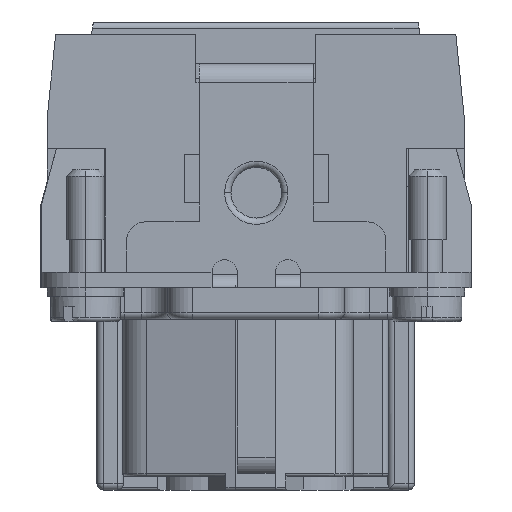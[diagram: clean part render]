
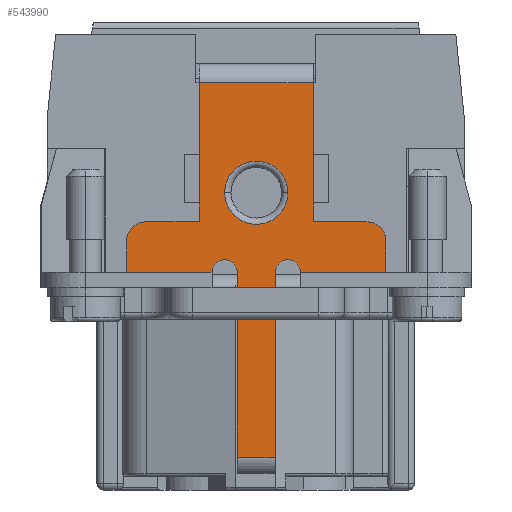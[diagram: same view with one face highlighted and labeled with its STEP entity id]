
A CAD part, left-side view. The second image highlights one B-rep face of the part: STEP entity #543990.
In plain terms, the highlighted planar face has unit normal (-1, 0, 0).
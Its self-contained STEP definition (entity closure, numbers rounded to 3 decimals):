
#541150=CARTESIAN_POINT('',(7.746,50.04,-20.6));
#541160=DIRECTION('',(0.,0.,1.));
#541170=VECTOR('',#541160,1.);
#541180=LINE('',#541150,#541170);
#541190=CARTESIAN_POINT('',(7.746,50.04,-18.5));
#541200=VERTEX_POINT('',#541190);
#541210=CARTESIAN_POINT('',(7.746,50.04,-3.9
));
#541220=VERTEX_POINT('',#541210);
#541230=EDGE_CURVE('',#541200,#541220,#541180,.T.);
#541570=CARTESIAN_POINT('',(7.746,92.54,-18.5));
#541580=DIRECTION('',(0.,-1.,0.));
#541590=VECTOR('',#541580,1.);
#541600=LINE('',#541570,#541590);
#541610=CARTESIAN_POINT('',(7.746,47.04,-18.5));
#541620=VERTEX_POINT('',#541610);
#541630=EDGE_CURVE('',#541200,#541620,#541600,.T.);
#541920=CARTESIAN_POINT('',(7.746,47.04,-20.6));
#541930=DIRECTION('',(0.,0.,-1.));
#541940=VECTOR('',#541930,1.);
#541950=LINE('',#541920,#541940);
#541960=CARTESIAN_POINT('',(7.746,47.04,-3.9
));
#541970=VERTEX_POINT('',#541960);
#541980=EDGE_CURVE('',#541970,#541620,#541950,.T.);
#542220=CARTESIAN_POINT('',(7.746,46.04,-3.9
));
#542230=DIRECTION('',(-1.,0.,0.));
#542240=DIRECTION('',(0.,-1.,0.));
#542250=AXIS2_PLACEMENT_3D('',#542220,#542230,#542240);
#542260=CIRCLE('',#542250,1.);
#542270=CARTESIAN_POINT('',(7.746,45.04,-3.9
));
#542280=VERTEX_POINT('',#542270);
#542290=EDGE_CURVE('',#542280,#541970,#542260,.T.);
#542480=CARTESIAN_POINT('',(7.746,31.54,-20.6));
#542490=DIRECTION('',(1.,-0.,0.));
#542500=DIRECTION('',(0.,1.,0.));
#542510=AXIS2_PLACEMENT_3D('',#542480,#542490,#542500);
#542520=PLANE('',#542510);
#542530=CARTESIAN_POINT('',(7.746,48.54,2.4));
#542540=DIRECTION('',(-1.,0.,0.));
#542550=DIRECTION('',(0.,-1.,0.));
#542560=AXIS2_PLACEMENT_3D('',#542530,#542540,#542550);
#542570=CIRCLE('',#542560,2.5);
#542580=CARTESIAN_POINT('',(7.746,46.04,2.4));
#542590=VERTEX_POINT('',#542580);
#542600=CARTESIAN_POINT('',(7.746,51.04,2.4));
#542610=VERTEX_POINT('',#542600);
#542620=EDGE_CURVE('',#542590,#542610,#542570,.T.);
#542630=ORIENTED_EDGE('',*,*,#542620,.F.);
#542640=EDGE_CURVE('',#542610,#542590,#542570,.T.);
#542650=ORIENTED_EDGE('',*,*,#542640,.F.);
#542660=EDGE_LOOP('',(#542650,#542630));
#542670=FACE_BOUND('',#542660,.T.);
#542680=CARTESIAN_POINT('',(7.746,44.04,0.));
#542690=DIRECTION('',(0.,0.,1.));
#542700=VECTOR('',#542690,1.);
#542710=LINE('',#542680,#542700);
#542720=CARTESIAN_POINT('',(7.746,44.04,1.6)
);
#542730=VERTEX_POINT('',#542720);
#542740=CARTESIAN_POINT('',(7.746,44.04,5.4));
#542750=VERTEX_POINT('',#542740);
#542760=EDGE_CURVE('',#542730,#542750,#542710,.T.);
#542770=ORIENTED_EDGE('',*,*,#542760,.T.);
#542780=CARTESIAN_POINT('',(7.746,44.04,-20.6));
#542790=DIRECTION('',(0.,0.,-1.));
#542800=VECTOR('',#542790,1.);
#542810=LINE('',#542780,#542800);
#542820=CARTESIAN_POINT('',(7.746,44.04,
0.1));
#542830=VERTEX_POINT('',#542820);
#542840=EDGE_CURVE('',#542730,#542830,#542810,.T.);
#542850=ORIENTED_EDGE('',*,*,#542840,.F.);
#542860=CARTESIAN_POINT('',(7.746,92.54,
0.1));
#542870=DIRECTION('',(0.,-1.,0.));
#542880=VECTOR('',#542870,1.);
#542890=LINE('',#542860,#542880);
#542900=CARTESIAN_POINT('',(7.746,39.79,
0.1));
#542910=VERTEX_POINT('',#542900);
#542920=EDGE_CURVE('',#542830,#542910,#542890,.T.);
#542930=ORIENTED_EDGE('',*,*,#542920,.F.);
#542940=CARTESIAN_POINT('',(7.746,39.79,-1.4
));
#542950=DIRECTION('',(-1.,0.,0.));
#542960=DIRECTION('',(0.,-1.,0.));
#542970=AXIS2_PLACEMENT_3D('',#542940,#542950,#542960);
#542980=CIRCLE('',#542970,1.5);
#542990=CARTESIAN_POINT('',(7.746,38.29,-1.4
));
#543000=VERTEX_POINT('',#542990);
#543010=EDGE_CURVE('',#543000,#542910,#542980,.T.);
#543020=ORIENTED_EDGE('',*,*,#543010,.T.);
#543030=CARTESIAN_POINT('',(7.746,38.29,-20.6));
#543040=DIRECTION('',(0.,0.,-1.));
#543050=VECTOR('',#543040,1.);
#543060=LINE('',#543030,#543050);
#543070=CARTESIAN_POINT('',(7.746,38.29,-3.9
));
#543080=VERTEX_POINT('',#543070);
#543090=EDGE_CURVE('',#543000,#543080,#543060,.T.);
#543100=ORIENTED_EDGE('',*,*,#543090,.F.);
#543110=CARTESIAN_POINT('',(7.746,92.54,
-3.9));
#543120=DIRECTION('',(0.,1.,0.));
#543130=VECTOR('',#543120,1.);
#543140=LINE('',#543110,#543130);
#543150=EDGE_CURVE('',#543080,#542280,#543140,.T.);
#543160=ORIENTED_EDGE('',*,*,#543150,.F.);
#543170=ORIENTED_EDGE('',*,*,#542290,.F.);
#543180=ORIENTED_EDGE('',*,*,#541980,.F.);
#543190=ORIENTED_EDGE('',*,*,#541630,.T.);
#543200=ORIENTED_EDGE('',*,*,#541230,.F.);
#543210=CARTESIAN_POINT('',(7.746,51.04,-3.9
));
#543220=DIRECTION('',(-1.,0.,0.));
#543230=DIRECTION('',(0.,-1.,0.));
#543240=AXIS2_PLACEMENT_3D('',#543210,#543220,#543230);
#543250=CIRCLE('',#543240,1.);
#543260=CARTESIAN_POINT('',(7.746,52.04,-3.9
));
#543270=VERTEX_POINT('',#543260);
#543280=EDGE_CURVE('',#541220,#543270,#543250,.T.);
#543290=ORIENTED_EDGE('',*,*,#543280,.F.);
#543300=CARTESIAN_POINT('',(7.746,58.79,-3.9
));
#543310=VERTEX_POINT('',#543300);
#543320=EDGE_CURVE('',#543270,#543310,#543140,.T.);
#543330=ORIENTED_EDGE('',*,*,#543320,.F.);
#543340=CARTESIAN_POINT('',(7.746,58.79,-20.6));
#543350=DIRECTION('',(0.,0.,1.));
#543360=VECTOR('',#543350,1.);
#543370=LINE('',#543340,#543360);
#543380=CARTESIAN_POINT('',(7.746,58.79,-1.4
));
#543390=VERTEX_POINT('',#543380);
#543400=EDGE_CURVE('',#543310,#543390,#543370,.T.);
#543410=ORIENTED_EDGE('',*,*,#543400,.F.);
#543420=CARTESIAN_POINT('',(7.746,57.29,-1.4
));
#543430=DIRECTION('',(-1.,0.,0.));
#543440=DIRECTION('',(0.,-1.,0.));
#543450=AXIS2_PLACEMENT_3D('',#543420,#543430,#543440);
#543460=CIRCLE('',#543450,1.5);
#543470=CARTESIAN_POINT('',(7.746,57.29,
0.1));
#543480=VERTEX_POINT('',#543470);
#543490=EDGE_CURVE('',#543480,#543390,#543460,.T.);
#543500=ORIENTED_EDGE('',*,*,#543490,.T.);
#543510=CARTESIAN_POINT('',(7.746,92.54,
0.1));
#543520=DIRECTION('',(0.,-1.,0.));
#543530=VECTOR('',#543520,1.);
#543540=LINE('',#543510,#543530);
#543550=CARTESIAN_POINT('',(7.746,53.04,
0.1));
#543560=VERTEX_POINT('',#543550);
#543570=EDGE_CURVE('',#543480,#543560,#543540,.T.);
#543580=ORIENTED_EDGE('',*,*,#543570,.F.);
#543590=CARTESIAN_POINT('',(7.746,53.04,-20.6));
#543600=DIRECTION('',(0.,0.,1.));
#543610=VECTOR('',#543600,1.);
#543620=LINE('',#543590,#543610);
#543630=CARTESIAN_POINT('',(7.746,53.04,1.6)
);
#543640=VERTEX_POINT('',#543630);
#543650=EDGE_CURVE('',#543560,#543640,#543620,.T.);
#543660=ORIENTED_EDGE('',*,*,#543650,.F.);
#543670=CARTESIAN_POINT('',(7.746,53.04,0.));
#543680=DIRECTION('',(0.,0.,1.));
#543690=VECTOR('',#543680,1.);
#543700=LINE('',#543670,#543690);
#543710=CARTESIAN_POINT('',(7.746,53.04,5.4)
);
#543720=VERTEX_POINT('',#543710);
#543730=EDGE_CURVE('',#543640,#543720,#543700,.T.);
#543740=ORIENTED_EDGE('',*,*,#543730,.F.);
#543750=CARTESIAN_POINT('',(7.746,53.04,0.));
#543760=DIRECTION('',(0.,0.,1.));
#543770=VECTOR('',#543760,1.);
#543780=LINE('',#543750,#543770);
#543790=CARTESIAN_POINT('',(7.746,53.04,11.1));
#543800=VERTEX_POINT('',#543790);
#543810=EDGE_CURVE('',#543720,#543800,#543780,.T.);
#543820=ORIENTED_EDGE('',*,*,#543810,.F.);
#543830=CARTESIAN_POINT('',(7.746,92.54,11.1));
#543840=DIRECTION('',(0.,-1.,0.));
#543850=VECTOR('',#543840,1.);
#543860=LINE('',#543830,#543850);
#543870=CARTESIAN_POINT('',(7.746,44.04,11.1));
#543880=VERTEX_POINT('',#543870);
#543890=EDGE_CURVE('',#543800,#543880,#543860,.T.);
#543900=ORIENTED_EDGE('',*,*,#543890,.F.);
#543910=CARTESIAN_POINT('',(7.746,44.04,0.));
#543920=DIRECTION('',(0.,0.,-1.));
#543930=VECTOR('',#543920,1.);
#543940=LINE('',#543910,#543930);
#543950=EDGE_CURVE('',#543880,#542750,#543940,.T.);
#543960=ORIENTED_EDGE('',*,*,#543950,.F.);
#543970=EDGE_LOOP('',(#543960,#543900,#543820,#543740,#543660,#543580,
#543500,#543410,#543330,#543290,#543200,#543190,#543180,#543170,#543160,
#543100,#543020,#542930,#542850,#542770));
#543980=FACE_OUTER_BOUND('',#543970,.T.);
#543990=ADVANCED_FACE('F330',(#542670,#543980),#542520,.F.);
